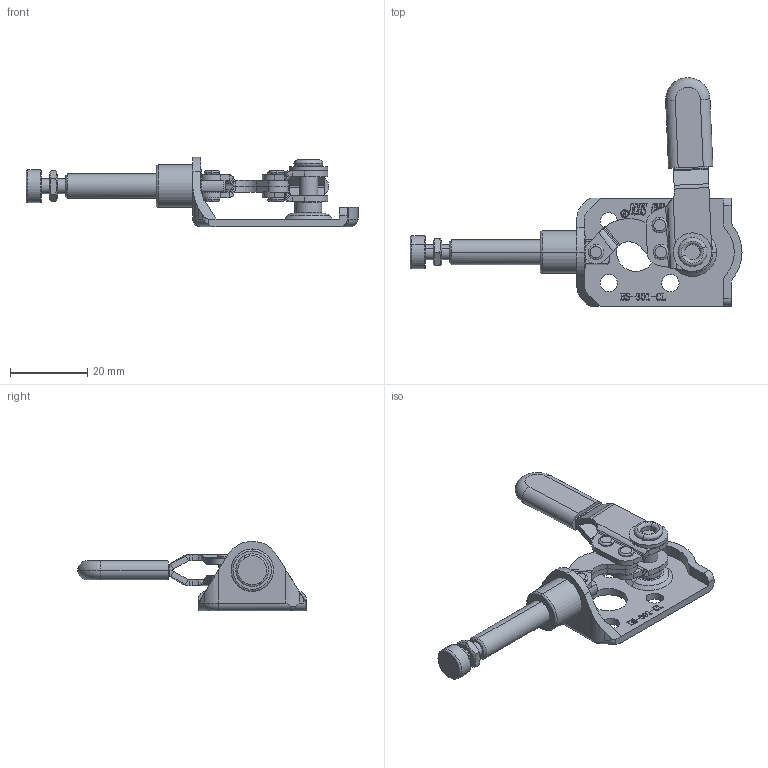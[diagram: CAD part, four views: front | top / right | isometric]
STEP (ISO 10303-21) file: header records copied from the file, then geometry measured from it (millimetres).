
FILE_DESCRIPTION (( 'STEP AP203' ), '1' );
FILE_NAME ('HS-301-CL .STEP', '2019-08-14T06:39:37', ( '微软用户' ), ( '微软中国' ), 'SwSTEP 2.0', 'SolidWorks 2012', '' );
FILE_SCHEMA (( 'CONFIG_CONTROL_DESIGN' ));
Length unit declared in the file: millimetre
Products named in the file (13): HS-301-CL ; 穩隊; hex thin nuts-grades ab-chamfered gb_GB_FASTENER_NUT_STNAB M4-N; 埴菜; 挴裝; 种; 忒梟酘; 忒梟衵; 忒參; す菜; 蹟邡; 蟀裝酘; 菁釱
Assembly tree (14 placements, depth 2):
  HS-301-CL 
    菁釱
    蟀裝酘
    蹟邡
    す菜
    忒參
    忒梟衵
    忒梟酘
    种  x3
    挴裝
    埴菜
    hex thin nuts-grades ab-chamfered gb_GB_FASTENER_NUT_STNAB M4-N
    穩隊
Bounding box: 86.06 x 59.23 x 18 mm (x, y, z)
Volume: 7977.6 mm3; surface area: 9759 mm2
Topology: 15 solids, 15 shells, 734 faces, 1845 edges, 1173 vertices
Faces by surface type: plane 353, bspline 157, cylinder 153, torus 48, cone 22, sphere 1
Entity records: 29187 total; most frequent: CARTESIAN_POINT 11577, ORIENTED_EDGE 3586, DIRECTION 2900, EDGE_CURVE 1793, VERTEX_POINT 1145, VECTOR 1048, LINE 1048, AXIS2_PLACEMENT_3D 926
